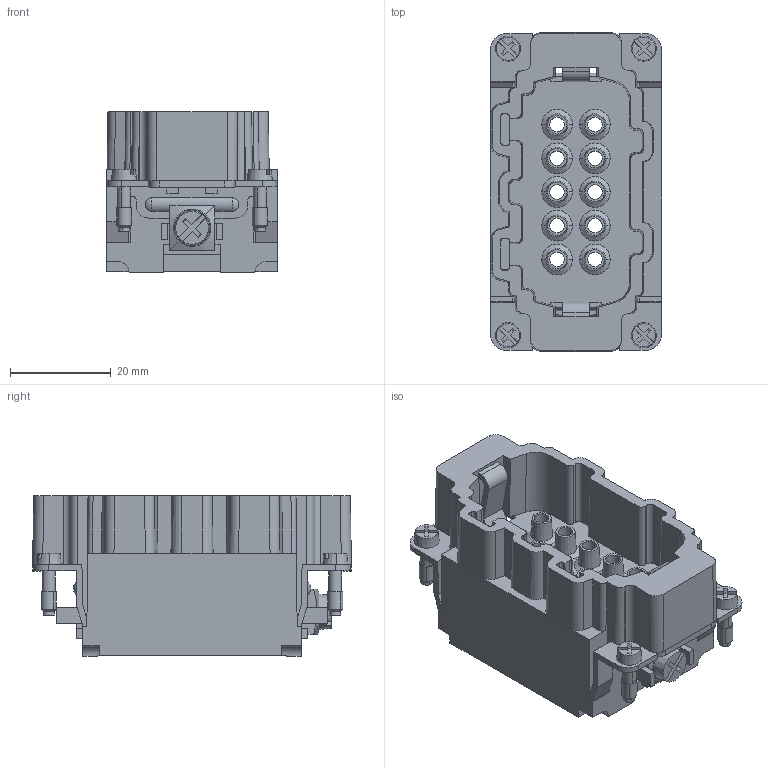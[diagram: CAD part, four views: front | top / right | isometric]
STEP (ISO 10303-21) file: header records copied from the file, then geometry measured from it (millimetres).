
FILE_DESCRIPTION(('Creo Elements/Direct Modeling STEP Export'),'2;1');
FILE_NAME('model.stp','2020-05-27T 9:29:57',(''),(''),'Creo Elements/Direct Modeling STEP processor for AP214 (Solid Model)','Creo Elements/Direct Modeling 20.1A 29-Sep-2018 (C) Parametric Technology GmbH','');
FILE_SCHEMA(('AUTOMOTIVE_DESIGN { 1 0 10303 214 1 1 1 1 }'));
Length unit declared in the file: millimetre
Products named in the file (2): HC_B_10_I_CT_M-select
Assembly tree (1 placements, depth 2):
  HC_B_10_I_CT_M-select
    HC_B_10_I_CT_M-select
Bounding box: 34 x 63.4 x 31.95 mm (x, y, z)
Volume: 34248.6 mm3; surface area: 16948.2 mm2
Topology: 1 solids, 1 shells, 561 faces, 1560 edges, 1023 vertices
Faces by surface type: plane 347, cylinder 147, cone 62, sphere 4, bspline 1
Entity records: 22346 total; most frequent: CARTESIAN_POINT 3788, ORIENTED_EDGE 3120, DIRECTION 2696, EDGE_CURVE 1560, VECTOR 1070, LINE 1070, VERTEX_POINT 1023, AXIS2_PLACEMENT_3D 813
